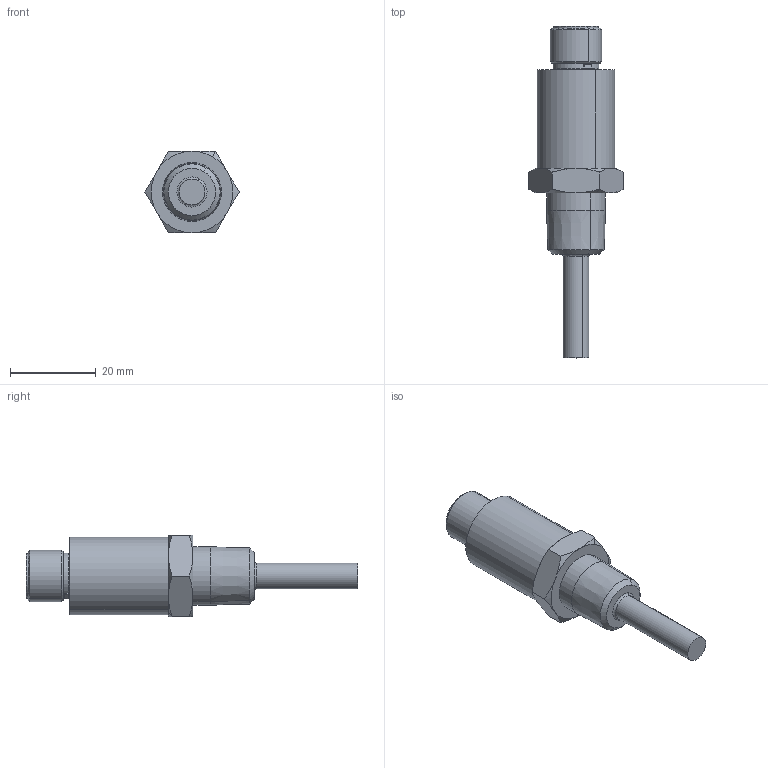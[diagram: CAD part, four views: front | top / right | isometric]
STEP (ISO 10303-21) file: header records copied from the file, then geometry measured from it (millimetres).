
FILE_DESCRIPTION (( 'STEP AP214' ), '1' );
FILE_NAME ('RTD1-25N-030-H.STEP', '2020-06-29T18:05:52', ( '' ), ( '' ), 'SwSTEP 2.0', 'SolidWorks 2017', '' );
FILE_SCHEMA (( 'AUTOMOTIVE_DESIGN' ));
Length unit declared in the file: inch
Products named in the file (1): RTD1-25N-030-H
Bounding box: 21.94 x 77.4 x 19 mm (x, y, z)
Volume: 10935.4 mm3; surface area: 3992.9 mm2
Topology: 1 solids, 1 shells, 95 faces, 206 edges, 124 vertices
Faces by surface type: cone 34, plane 32, cylinder 23, bspline 6
Entity records: 2990 total; most frequent: CARTESIAN_POINT 882, DIRECTION 454, ORIENTED_EDGE 412, EDGE_CURVE 206, AXIS2_PLACEMENT_3D 188, VERTEX_POINT 124, EDGE_LOOP 106, CIRCLE 98
